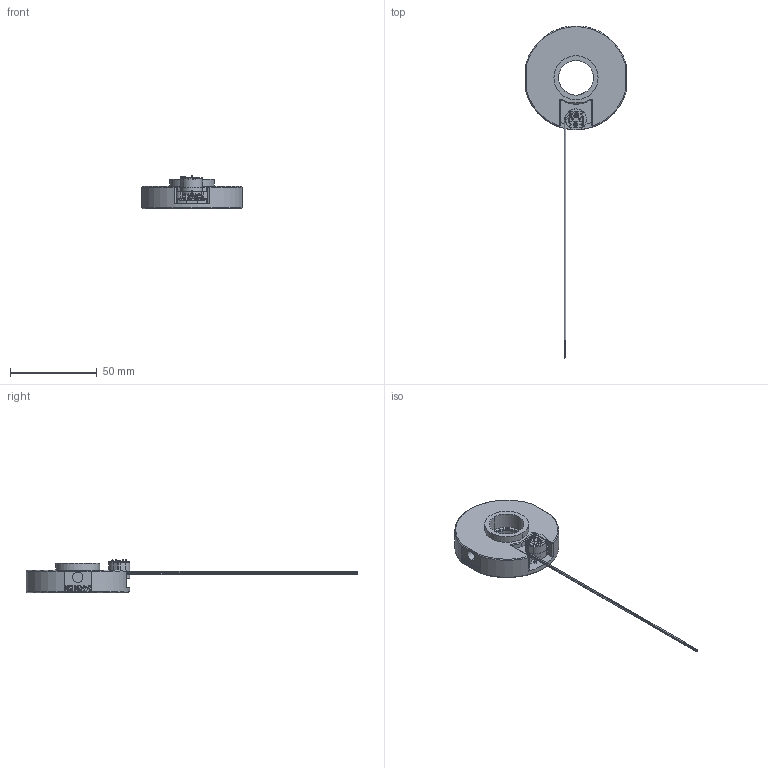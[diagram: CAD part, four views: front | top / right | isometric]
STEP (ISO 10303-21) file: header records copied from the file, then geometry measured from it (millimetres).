
FILE_DESCRIPTION (( 'STEP AP203' ), '1' );
FILE_NAME ('step_83208.STEP', '2014-05-29T18:09:25', ( '' ), ( '' ), 'SwSTEP 2.0', 'SolidWorks 2014', '' );
FILE_SCHEMA (( 'CONFIG_CONTROL_DESIGN' ));
Length unit declared in the file: millimetre
Products named in the file (1): step_83208
Bounding box: 58 x 191.61 x 19.4 mm (x, y, z)
Surface area: 21274.5 mm2 (no closed solid volume)
Topology: 0 solids, 7 shells, 1083 faces, 2947 edges, 1905 vertices
Faces by surface type: plane 505, cylinder 461, cone 69, bspline 40, torus 8
Entity records: 35335 total; most frequent: CARTESIAN_POINT 7197, DIRECTION 6056, ORIENTED_EDGE 5818, EDGE_CURVE 2919, AXIS2_PLACEMENT_3D 2196, VERTEX_POINT 1902, VECTOR 1664, LINE 1664
